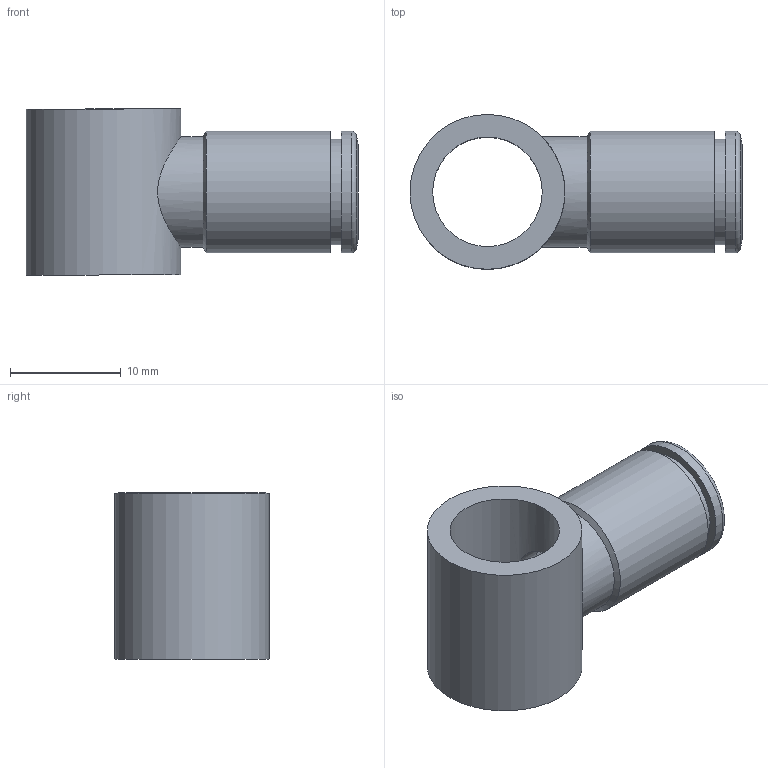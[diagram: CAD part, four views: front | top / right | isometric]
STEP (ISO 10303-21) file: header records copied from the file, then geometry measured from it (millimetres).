
FILE_DESCRIPTION(( 'RV.13.06.18.STP' ), '1');
FILE_NAME( 'RV.13.06.18.STP', '2018-10-09T16:24:33',( 'Sopra'),('sopra-pneumatic.com'), 'SwSTEP 2.0','SolidWorks 2009','' );
FILE_SCHEMA (('AUTOMOTIVE_DESIGN { 1 0 10303 214 1 1 1 1 }'));
Length unit declared in the file: millimetre
Products named in the file (3): Root; DR6-1_NEU; R201205-i1
Assembly tree (2 placements, depth 2):
  Root
    DR6-1_NEU
    R201205-i1
Bounding box: 30 x 14 x 15 mm (x, y, z)
Volume: 1945.7 mm3; surface area: 2674.7 mm2
Topology: 2 solids, 2 shells, 29 faces, 58 edges, 35 vertices
Faces by surface type: cylinder 12, cone 9, plane 7, torus 1
Full cylindrical faces by diameter (mm): 5 x1, 6.1 x1, 6.2 x1, 8.3 x1, 9 x1, 9.5 x1, 9.6 x1, 9.9 x1, 10 x1, 11 x2, 14 x1
Entity records: 2290 total; most frequent: CARTESIAN_POINT 1425, DIRECTION 122, PRESENTATION_STYLE_ASSIGNMENT 62, COLOUR_RGB 62, AXIS2_PLACEMENT_3D 61, DRAUGHTING_PRE_DEFINED_CURVE_FONT 60, CURVE_STYLE 60, OVER_RIDING_STYLED_ITEM 60
